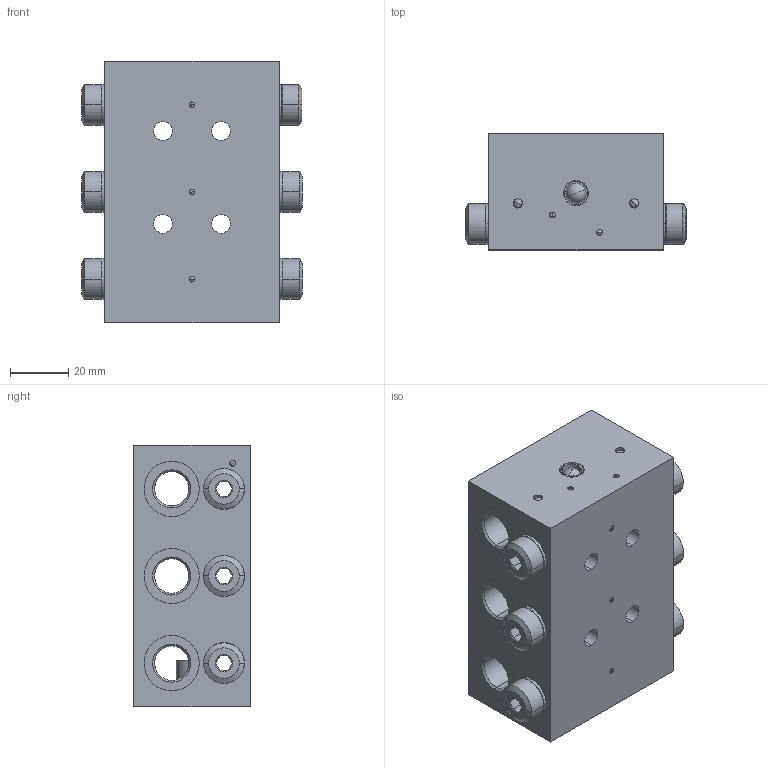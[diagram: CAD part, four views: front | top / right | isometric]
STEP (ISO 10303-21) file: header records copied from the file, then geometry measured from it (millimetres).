
FILE_DESCRIPTION (( 'STEP AP203' ), '1' );
FILE_NAME ('6002003-SKSL6.STEP', '2025-02-28T07:46:29', ( '' ), ( '' ), 'SwSTEP 2.0', 'SolidWorks 2020', '' );
FILE_SCHEMA (( 'CONFIG_CONTROL_DESIGN' ));
Length unit declared in the file: millimetre
Products named in the file (1): 6002003-SKSL6
Bounding box: 76 x 40 x 90 mm (x, y, z)
Surface area: 35492.8 mm2 (no closed solid volume)
Topology: 0 solids, 36 shells, 572 faces, 2280 edges, 1664 vertices
Faces by surface type: plane 229, cylinder 129, bspline 126, cone 40, sphere 36, torus 12
Entity records: 33587 total; most frequent: CARTESIAN_POINT 17126, ORIENTED_EDGE 3313, DIRECTION 2655, EDGE_CURVE 2190, VERTEX_POINT 1610, VECTOR 1015, LINE 1015, AXIS2_PLACEMENT_3D 820
